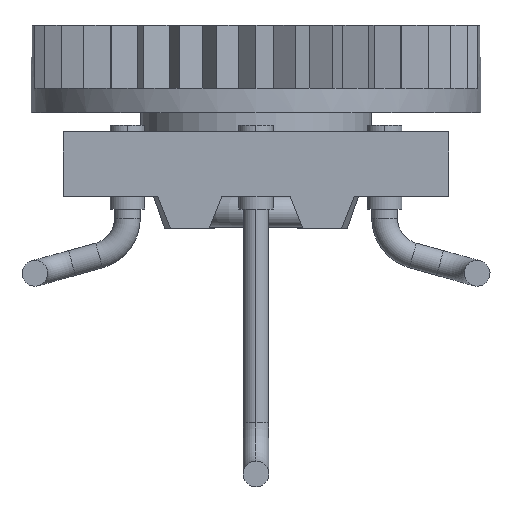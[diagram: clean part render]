
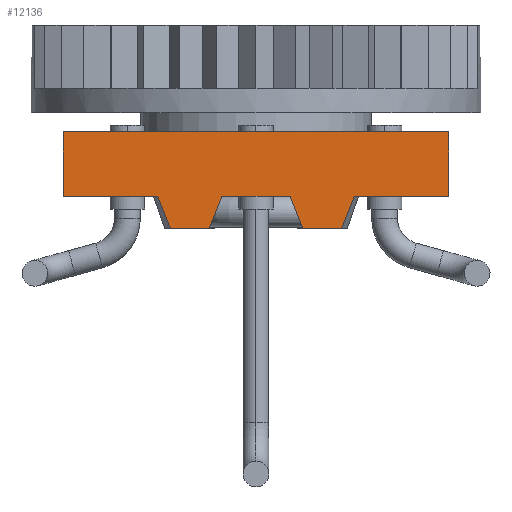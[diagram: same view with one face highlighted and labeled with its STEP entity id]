
A CAD part, front view. The second image highlights one B-rep face of the part: STEP entity #12136.
In plain terms, the highlighted planar face has unit normal (0, -1, 0).
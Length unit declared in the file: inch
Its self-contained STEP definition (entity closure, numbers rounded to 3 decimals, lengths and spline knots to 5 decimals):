
#2806=DIRECTION('',(1.,0.,0.));
#2807=VECTOR('',#2806,0.3);
#2808=CARTESIAN_POINT('',(-0.15,-0.2,0.05));
#2809=LINE('',#2808,#2807);
#3067=DIRECTION('',(1.,0.,0.));
#3068=VECTOR('',#3067,0.0735);
#3069=CARTESIAN_POINT('',(-0.15,-0.2,0.));
#3070=LINE('',#3069,#3068);
#3084=DIRECTION('',(1.,0.,0.));
#3085=VECTOR('',#3084,0.053);
#3086=CARTESIAN_POINT('',(-0.0265,-0.2,0.));
#3087=LINE('',#3086,#3085);
#3101=DIRECTION('',(1.,0.,0.));
#3102=VECTOR('',#3101,0.0735);
#3103=CARTESIAN_POINT('',(0.0765,-0.2,0.));
#3104=LINE('',#3103,#3102);
#3171=DIRECTION('',(0.,0.,1.));
#3172=VECTOR('',#3171,0.05);
#3173=CARTESIAN_POINT('',(0.15,-0.2,0.));
#3174=LINE('',#3173,#3172);
#3175=DIRECTION('',(0.371,0.,-0.928));
#3176=VECTOR('',#3175,0.02693);
#3177=CARTESIAN_POINT('',(-0.0765,-0.2,0.));
#3178=LINE('',#3177,#3176);
#3179=DIRECTION('',(0.,0.,1.));
#3180=VECTOR('',#3179,0.05);
#3181=CARTESIAN_POINT('',(-0.15,-0.2,0.));
#3182=LINE('',#3181,#3180);
#3183=DIRECTION('',(-0.371,0.,-0.928));
#3184=VECTOR('',#3183,0.02693);
#3185=CARTESIAN_POINT('',(0.0765,-0.2,0.));
#3186=LINE('',#3185,#3184);
#3187=DIRECTION('',(-0.371,0.,-0.928));
#3188=VECTOR('',#3187,0.02693);
#3189=CARTESIAN_POINT('',(-0.0265,-0.2,0.));
#3190=LINE('',#3189,#3188);
#3199=DIRECTION('',(1.,0.,0.));
#3200=VECTOR('',#3199,0.03);
#3201=CARTESIAN_POINT('',(-0.0665,-0.2,-0.025));
#3202=LINE('',#3201,#3200);
#3224=DIRECTION('',(0.371,0.,-0.928));
#3225=VECTOR('',#3224,0.02693);
#3226=CARTESIAN_POINT('',(0.0265,-0.2,0.));
#3227=LINE('',#3226,#3225);
#3228=DIRECTION('',(-1.,0.,0.));
#3229=VECTOR('',#3228,0.03);
#3230=CARTESIAN_POINT('',(0.0665,-0.2,-0.025));
#3231=LINE('',#3230,#3229);
#6776=CARTESIAN_POINT('',(-0.15,-0.2,0.));
#6778=VERTEX_POINT('',#6776);
#6779=CARTESIAN_POINT('',(0.15,-0.2,0.));
#6781=VERTEX_POINT('',#6779);
#6784=CARTESIAN_POINT('',(-0.15,-0.2,0.05));
#6786=VERTEX_POINT('',#6784);
#6787=CARTESIAN_POINT('',(0.15,-0.2,0.05));
#6788=VERTEX_POINT('',#6787);
#6791=CARTESIAN_POINT('',(0.0665,-0.2,-0.025));
#6792=CARTESIAN_POINT('',(0.0365,-0.2,-0.025));
#6793=VERTEX_POINT('',#6791);
#6794=VERTEX_POINT('',#6792);
#6799=CARTESIAN_POINT('',(0.0265,-0.2,0.));
#6801=VERTEX_POINT('',#6799);
#6805=CARTESIAN_POINT('',(0.0765,-0.2,0.));
#6806=VERTEX_POINT('',#6805);
#6807=CARTESIAN_POINT('',(-0.0665,-0.2,-0.025));
#6808=CARTESIAN_POINT('',(-0.0365,-0.2,-0.025));
#6809=VERTEX_POINT('',#6807);
#6810=VERTEX_POINT('',#6808);
#6815=CARTESIAN_POINT('',(-0.0265,-0.2,0.));
#6817=VERTEX_POINT('',#6815);
#6821=CARTESIAN_POINT('',(-0.0765,-0.2,0.));
#6822=VERTEX_POINT('',#6821);
#12111=CARTESIAN_POINT('',(-0.15,-0.2,0.));
#12112=DIRECTION('',(0.,-1.,0.));
#12113=DIRECTION('',(1.,0.,0.));
#12114=AXIS2_PLACEMENT_3D('',#12111,#12112,#12113);
#12115=PLANE('',#12114);
#12116=ORIENTED_EDGE('',*,*,#12033,.F.);
#12118=ORIENTED_EDGE('',*,*,#12117,.T.);
#12120=ORIENTED_EDGE('',*,*,#12119,.F.);
#12122=ORIENTED_EDGE('',*,*,#12121,.F.);
#12123=ORIENTED_EDGE('',*,*,#12025,.F.);
#12124=ORIENTED_EDGE('',*,*,#11993,.T.);
#12125=ORIENTED_EDGE('',*,*,#11621,.T.);
#12126=ORIENTED_EDGE('',*,*,#12104,.F.);
#12127=ORIENTED_EDGE('',*,*,#12041,.F.);
#12129=ORIENTED_EDGE('',*,*,#12128,.T.);
#12131=ORIENTED_EDGE('',*,*,#12130,.T.);
#12133=ORIENTED_EDGE('',*,*,#12132,.F.);
#12134=EDGE_LOOP('',(#12116,#12118,#12120,#12122,#12123,#12124,#12125,#12126,
#12127,#12129,#12131,#12133));
#12135=FACE_OUTER_BOUND('',#12134,.F.);
#12136=ADVANCED_FACE('',(#12135),#12115,.T.);
#11621=EDGE_CURVE('',#6786,#6788,#2809,.T.);
#11993=EDGE_CURVE('',#6778,#6786,#3182,.T.);
#12025=EDGE_CURVE('',#6778,#6822,#3070,.T.);
#12033=EDGE_CURVE('',#6817,#6801,#3087,.T.);
#12041=EDGE_CURVE('',#6806,#6781,#3104,.T.);
#12104=EDGE_CURVE('',#6781,#6788,#3174,.T.);
#12117=EDGE_CURVE('',#6817,#6810,#3190,.T.);
#12119=EDGE_CURVE('',#6809,#6810,#3202,.T.);
#12121=EDGE_CURVE('',#6822,#6809,#3178,.T.);
#12128=EDGE_CURVE('',#6806,#6793,#3186,.T.);
#12130=EDGE_CURVE('',#6793,#6794,#3231,.T.);
#12132=EDGE_CURVE('',#6801,#6794,#3227,.T.);
